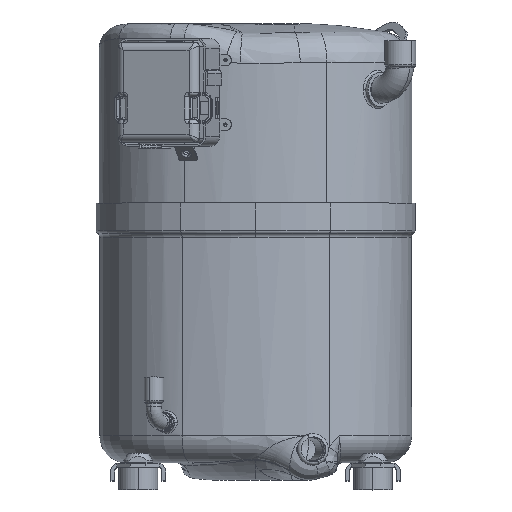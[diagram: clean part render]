
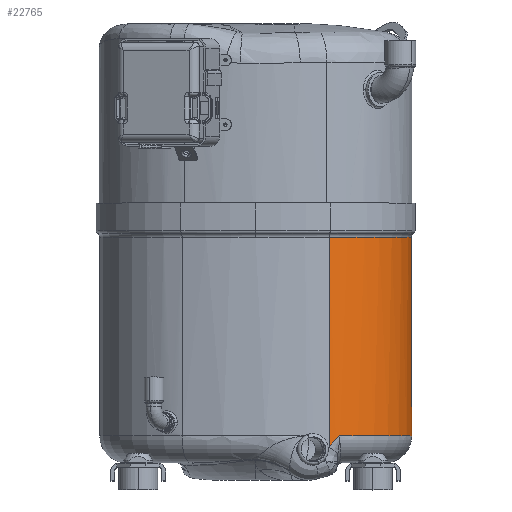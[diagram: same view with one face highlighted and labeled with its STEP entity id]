
A CAD part, top view. The second image highlights one B-rep face of the part: STEP entity #22765.
In plain terms, the highlighted cylindrical face has radius 94.945 mm (diameter 189.89 mm), a partial arc.
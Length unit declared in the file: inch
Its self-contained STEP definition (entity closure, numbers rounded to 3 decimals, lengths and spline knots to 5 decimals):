
#4 = CARTESIAN_POINT ( 'NONE',  ( 2.53343, -7.57364, 3.5109 ) ) ;
#986 = ORIENTED_EDGE ( 'NONE', *, *, #18095, .T. ) ;
#1187 = CARTESIAN_POINT ( 'NONE',  ( 2.34941, 0., -3.57267 ) ) ;
#3120 = ORIENTED_EDGE ( 'NONE', *, *, #30818, .T. ) ;
#3149 = CARTESIAN_POINT ( 'NONE',  ( 2.61225, -7.50256, 3.48098 ) ) ;
#3924 = CARTESIAN_POINT ( 'NONE',  ( 2.34941, -1.09661, -3.57267 ) ) ;
#4157 = VERTEX_POINT ( 'NONE', #10625 ) ;
#4194 = VERTEX_POINT ( 'NONE', #20085 ) ;
#4286 = CARTESIAN_POINT ( 'NONE',  ( 1.25, -1.09661, 0. ) ) ;
#6268 = CARTESIAN_POINT ( 'NONE',  ( 2.65325, -7.46948, 3.46462 ) ) ;
#7445 = DIRECTION ( 'NONE',  ( 0., 0., -1. ) ) ;
#8276 = LINE ( 'NONE', #1187, #22805 ) ;
#9457 = CARTESIAN_POINT ( 'NONE',  ( 2.67827, -7.4504, 3.45438 ) ) ;
#9709 = VERTEX_POINT ( 'NONE', #31633 ) ;
#10625 = CARTESIAN_POINT ( 'NONE',  ( 2.34941, -7.438, -3.57267 ) ) ;
#10763 = EDGE_CURVE ( 'NONE', #9709, #4194, #30950, .T. ) ;
#12010 = EDGE_CURVE ( 'NONE', #26821, #9709, #27525, .T. ) ;
#12390 = ORIENTED_EDGE ( 'NONE', *, *, #10763, .T. ) ;
#12451 = CARTESIAN_POINT ( 'NONE',  ( 2.3936, -7.73415, 3.55907 ) ) ;
#12582 = CARTESIAN_POINT ( 'NONE',  ( 2.69093, -7.44104, 3.44912 ) ) ;
#12941 = ORIENTED_EDGE ( 'NONE', *, *, #12010, .T. ) ;
#15364 = CYLINDRICAL_SURFACE ( 'NONE', #24992, 3.738 ) ;
#15980 = DIRECTION ( 'NONE',  ( 0., 1., 0. ) ) ;
#17745 = EDGE_CURVE ( 'NONE', #17987, #4157, #33653, .T. ) ;
#17987 = VERTEX_POINT ( 'NONE', #27257 ) ;
#18095 = EDGE_CURVE ( 'NONE', #4194, #17987, #22715, .T. ) ;
#18670 = CARTESIAN_POINT ( 'NONE',  ( 2.44586, -7.6663, 3.54209 ) ) ;
#20085 = CARTESIAN_POINT ( 'NONE',  ( 2.34941, -7.80956, 3.57267 ) ) ;
#20993 = CARTESIAN_POINT ( 'NONE',  ( 2.34941, 0., 3.57267 ) ) ;
#21375 = DIRECTION ( 'NONE',  ( 0., -1., 0. ) ) ;
#21754 = CARTESIAN_POINT ( 'NONE',  ( 2.56428, -7.54421, 3.4995 ) ) ;
#22715 = B_SPLINE_CURVE_WITH_KNOTS ( 'NONE', 3,
 ( #33944, #12451, #18670, #4, #21754, #3149, #24835, #6268, #27898, #9457, #30976, #12582, #34086 ),
 .UNSPECIFIED., .F., .F.,
 ( 4, 2, 2, 2, 1, 2, 4 ),
 ( 0., 0.00665, 0.00997, 0.01164, 0.01247, 0.01288, 0.0133 ),
 .UNSPECIFIED. ) ;
#22765 = ADVANCED_FACE ( 'NONE', ( #31721 ), #15364, .T. ) ;
#22805 = VECTOR ( 'NONE', #38228, 39.37008 ) ;
#22873 = EDGE_LOOP ( 'NONE', ( #3120, #12941, #12390, #986, #33878 ) ) ;
#22963 = DIRECTION ( 'NONE',  ( 0., -1., 0. ) ) ;
#24835 = CARTESIAN_POINT ( 'NONE',  ( 2.62851, -7.48909, 3.47457 ) ) ;
#24992 = AXIS2_PLACEMENT_3D ( 'NONE', #38149, #22963, #32041 ) ;
#25953 = DIRECTION ( 'NONE',  ( 0., -1., 0. ) ) ;
#26821 = VERTEX_POINT ( 'NONE', #3924 ) ;
#27257 = CARTESIAN_POINT ( 'NONE',  ( 2.6951, -7.438, 3.44736 ) ) ;
#27525 = CIRCLE ( 'NONE', #37552, 3.738 ) ;
#27898 = CARTESIAN_POINT ( 'NONE',  ( 2.6657, -7.45983, 3.45956 ) ) ;
#29990 = VECTOR ( 'NONE', #21375, 39.37008 ) ;
#30818 = EDGE_CURVE ( 'NONE', #4157, #26821, #8276, .T. ) ;
#30894 = AXIS2_PLACEMENT_3D ( 'NONE', #34371, #15980, #37512 ) ;
#30950 = LINE ( 'NONE', #20993, #29990 ) ;
#30976 = CARTESIAN_POINT ( 'NONE',  ( 2.68667, -7.44416, 3.45089 ) ) ;
#31633 = CARTESIAN_POINT ( 'NONE',  ( 2.34941, -1.09661, 3.57267 ) ) ;
#31721 = FACE_OUTER_BOUND ( 'NONE', #22873, .T. ) ;
#32041 = DIRECTION ( 'NONE',  ( 0., 0., -1. ) ) ;
#33653 = CIRCLE ( 'NONE', #30894, 3.738 ) ;
#33878 = ORIENTED_EDGE ( 'NONE', *, *, #17745, .T. ) ;
#33944 = CARTESIAN_POINT ( 'NONE',  ( 2.34941, -7.80956, 3.57267 ) ) ;
#34086 = CARTESIAN_POINT ( 'NONE',  ( 2.6951, -7.438, 3.44736 ) ) ;
#34371 = CARTESIAN_POINT ( 'NONE',  ( 1.25, -7.438, 0. ) ) ;
#37512 = DIRECTION ( 'NONE',  ( 0., 0., -1. ) ) ;
#37552 = AXIS2_PLACEMENT_3D ( 'NONE', #4286, #25953, #7445 ) ;
#38149 = CARTESIAN_POINT ( 'NONE',  ( 1.25, 0., 0. ) ) ;
#38228 = DIRECTION ( 'NONE',  ( 0., 1., 0. ) ) ;
